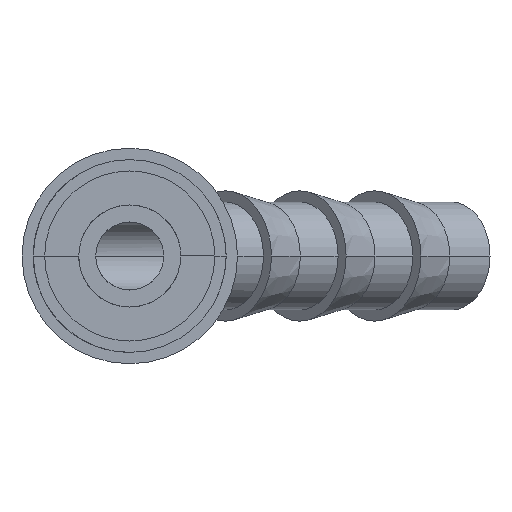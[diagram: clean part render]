
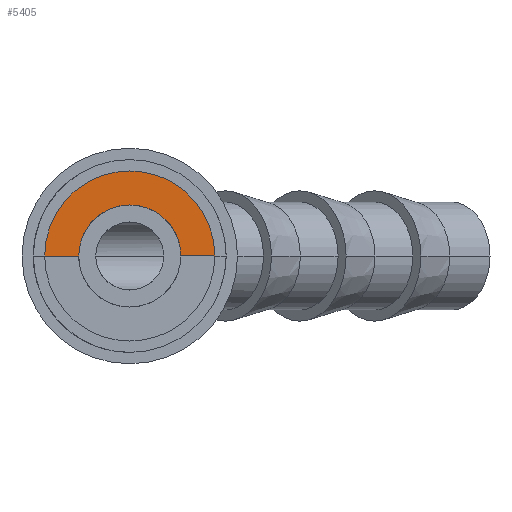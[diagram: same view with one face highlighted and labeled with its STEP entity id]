
A CAD part, left-side view. The second image highlights one B-rep face of the part: STEP entity #5405.
In plain terms, the highlighted conical face has half-angle 89.961 degrees and reference radius 7.5 mm.
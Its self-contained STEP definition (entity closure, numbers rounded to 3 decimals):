
#26 = AXIS2_PLACEMENT_3D ( 'NONE', #3722, #566, #1102 ) ;
#227 = CARTESIAN_POINT ( 'NONE',  ( 0., 7.5, 0. ) ) ;
#395 = CARTESIAN_POINT ( 'NONE',  ( 0.004, -1.178, 4.383 ) ) ;
#403 = EDGE_CURVE ( 'NONE', #3903, #7937, #5525, .T. ) ;
#566 = DIRECTION ( 'NONE',  ( -1., -0.001, 0. ) ) ;
#597 = CARTESIAN_POINT ( 'NONE',  ( 0.003, 0., 4.5 ) ) ;
#925 = CARTESIAN_POINT ( 'NONE',  ( 0.006, -3.932, 2.266 ) ) ;
#970 = CARTESIAN_POINT ( 'NONE',  ( 0.005, -2.765, 3.599 ) ) ;
#1102 = DIRECTION ( 'NONE',  ( 0.001, -1., 0. ) ) ;
#1250 = CARTESIAN_POINT ( 'NONE',  ( 0., 3.932, 2.266 ) ) ;
#1477 = AXIS2_PLACEMENT_3D ( 'NONE', #2720, #7974, #7934 ) ;
#1497 = CARTESIAN_POINT ( 'NONE',  ( 0.006, -4.383, 1.178 ) ) ;
#1499 = EDGE_CURVE ( 'NONE', #7937, #8061, #5519, .T. ) ;
#1986 = CARTESIAN_POINT ( 'NONE',  ( 0.001, 2.765, 3.598 ) ) ;
#2194 = CARTESIAN_POINT ( 'NONE',  ( 0., 7.5, 0. ) ) ;
#2243 = CARTESIAN_POINT ( 'NONE',  ( 0.003, 0., 4.5 ) ) ;
#2600 = ORIENTED_EDGE ( 'NONE', *, *, #1499, .T. ) ;
#2720 = CARTESIAN_POINT ( 'NONE',  ( 0.005, 0., 0. ) ) ;
#2727 = LINE ( 'NONE', #227, #4481 ) ;
#2808 = EDGE_CURVE ( 'NONE', #4845, #8061, #2727, .T. ) ;
#2937 = CARTESIAN_POINT ( 'NONE',  ( 0.005, -2.266, 3.932 ) ) ;
#3173 = B_SPLINE_CURVE_WITH_KNOTS ( 'NONE', 3,
 ( #6282, #7264, #395, #2937, #970, #5388, #925, #1497, #5916, #3423 ),
 .UNSPECIFIED., .F., .F.,
 ( 4, 2, 2, 2, 4 ),
 ( 0.25, 0.312, 0.375, 0.437, 0.5 ),
 .UNSPECIFIED. ) ;
#3177 = CARTESIAN_POINT ( 'NONE',  ( 0.003, 0.589, 4.5 ) ) ;
#3247 = ORIENTED_EDGE ( 'NONE', *, *, #403, .T. ) ;
#3423 = CARTESIAN_POINT ( 'NONE',  ( 0.006, -4.5, 0. ) ) ;
#3505 = ORIENTED_EDGE ( 'NONE', *, *, #7372, .T. ) ;
#3552 = B_SPLINE_CURVE_WITH_KNOTS ( 'NONE', 3,
 ( #5747, #6857, #6277, #1250, #6202, #1986, #3833, #4485, #3177, #597 ),
 .UNSPECIFIED., .F., .F.,
 ( 4, 2, 2, 2, 4 ),
 ( 0., 0.062, 0.125, 0.187, 0.25 ),
 .UNSPECIFIED. ) ;
#3689 = DIRECTION ( 'NONE',  ( 0.001, -1., 0. ) ) ;
#3722 = CARTESIAN_POINT ( 'NONE',  ( 0.005, 0., 0. ) ) ;
#3833 = CARTESIAN_POINT ( 'NONE',  ( 0.002, 2.266, 3.932 ) ) ;
#3903 = VERTEX_POINT ( 'NONE', #5065 ) ;
#3962 = EDGE_CURVE ( 'NONE', #7797, #3903, #3173, .T. ) ;
#4481 = VECTOR ( 'NONE', #5100, 1000. ) ;
#4485 = CARTESIAN_POINT ( 'NONE',  ( 0.002, 1.178, 4.383 ) ) ;
#4845 = VERTEX_POINT ( 'NONE', #5605 ) ;
#5012 = CONICAL_SURFACE ( 'NONE', #1477, 7.5, 1.57 ) ;
#5065 = CARTESIAN_POINT ( 'NONE',  ( 0.006, -4.5, 0. ) ) ;
#5100 = DIRECTION ( 'NONE',  ( 0., 1., 0. ) ) ;
#5388 = CARTESIAN_POINT ( 'NONE',  ( 0.005, -3.598, 2.765 ) ) ;
#5405 = ADVANCED_FACE ( 'NONE', ( #5489 ), #5012, .T. ) ;
#5489 = FACE_OUTER_BOUND ( 'NONE', #6963, .T. ) ;
#5519 = CIRCLE ( 'NONE', #26, 7.5 ) ;
#5525 = LINE ( 'NONE', #6790, #7078 ) ;
#5605 = CARTESIAN_POINT ( 'NONE',  ( 0., 4.5, 0. ) ) ;
#5747 = CARTESIAN_POINT ( 'NONE',  ( 0., 4.5, 0. ) ) ;
#5749 = CARTESIAN_POINT ( 'NONE',  ( 0.01, -7.5, 0. ) ) ;
#5916 = CARTESIAN_POINT ( 'NONE',  ( 0.006, -4.5, 0.589 ) ) ;
#6202 = CARTESIAN_POINT ( 'NONE',  ( 0.001, 3.599, 2.765 ) ) ;
#6277 = CARTESIAN_POINT ( 'NONE',  ( 0., 4.383, 1.178 ) ) ;
#6282 = CARTESIAN_POINT ( 'NONE',  ( 0.003, 0., 4.5 ) ) ;
#6352 = ORIENTED_EDGE ( 'NONE', *, *, #3962, .T. ) ;
#6790 = CARTESIAN_POINT ( 'NONE',  ( 0.01, -7.5, 0. ) ) ;
#6857 = CARTESIAN_POINT ( 'NONE',  ( 0., 4.5, 0.589 ) ) ;
#6963 = EDGE_LOOP ( 'NONE', ( #3505, #6352, #3247, #2600, #7871 ) ) ;
#7078 = VECTOR ( 'NONE', #3689, 1000. ) ;
#7264 = CARTESIAN_POINT ( 'NONE',  ( 0.003, -0.589, 4.5 ) ) ;
#7372 = EDGE_CURVE ( 'NONE', #4845, #7797, #3552, .T. ) ;
#7797 = VERTEX_POINT ( 'NONE', #2243 ) ;
#7871 = ORIENTED_EDGE ( 'NONE', *, *, #2808, .F. ) ;
#7934 = DIRECTION ( 'NONE',  ( -0.001, 1., 0. ) ) ;
#7937 = VERTEX_POINT ( 'NONE', #5749 ) ;
#7974 = DIRECTION ( 'NONE',  ( 1., 0.001, 0. ) ) ;
#8061 = VERTEX_POINT ( 'NONE', #2194 ) ;
